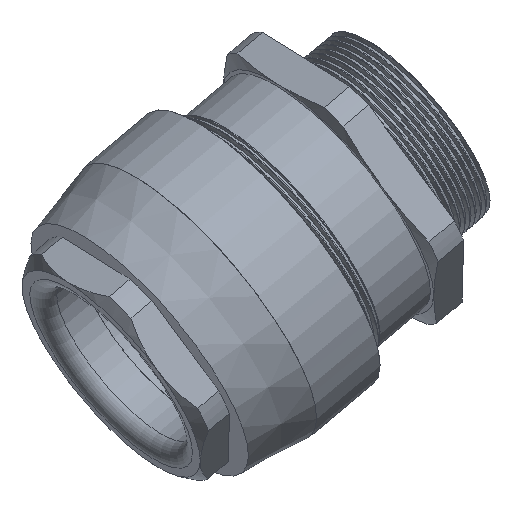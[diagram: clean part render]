
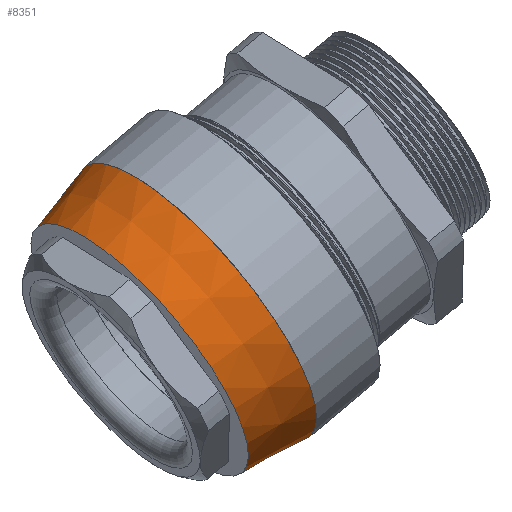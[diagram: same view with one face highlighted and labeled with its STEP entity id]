
A CAD part, front view. The second image highlights one B-rep face of the part: STEP entity #8351.
In plain terms, the highlighted conical face has half-angle 11.357 degrees and reference radius 35.2 mm.
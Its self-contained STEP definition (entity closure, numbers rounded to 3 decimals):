
#1183=FACE_BOUND('',#2003,.T.);
#1484=FACE_OUTER_BOUND('',#2002,.T.);
#2002=EDGE_LOOP('',(#5706));
#2003=EDGE_LOOP('',(#5707));
#2537=CIRCLE('',#8969,36.85);
#2542=CIRCLE('',#8980,33.55);
#3363=VERTEX_POINT('',#15342);
#3368=VERTEX_POINT('',#15358);
#4278=EDGE_CURVE('',#3363,#3363,#2537,.T.);
#4283=EDGE_CURVE('',#3368,#3368,#2542,.T.);
#5706=ORIENTED_EDGE('',*,*,#4283,.T.);
#5707=ORIENTED_EDGE('',*,*,#4278,.F.);
#8280=CONICAL_SURFACE('',#8981,35.2,11.357);
#8351=ADVANCED_FACE('',(#1484,#1183),#8280,.T.);
#8969=AXIS2_PLACEMENT_3D('',#15343,#10109,#10110);
#8980=AXIS2_PLACEMENT_3D('',#15359,#10131,#10132);
#8981=AXIS2_PLACEMENT_3D('',#15360,#10133,#10134);
#10109=DIRECTION('center_axis',(1.,0.,0.));
#10110=DIRECTION('ref_axis',(0.,0.,-1.));
#10131=DIRECTION('center_axis',(1.,0.,0.));
#10132=DIRECTION('ref_axis',(0.,0.,-1.));
#10133=DIRECTION('center_axis',(1.,0.,0.));
#10134=DIRECTION('ref_axis',(0.,1.,0.));
#15342=CARTESIAN_POINT('',(-18.15,36.85,0.));
#15343=CARTESIAN_POINT('Origin',(-18.15,0.,0.));
#15358=CARTESIAN_POINT('',(-34.58,33.55,0.));
#15359=CARTESIAN_POINT('Origin',(-34.58,0.,0.));
#15360=CARTESIAN_POINT('Origin',(-26.365,0.,0.));
